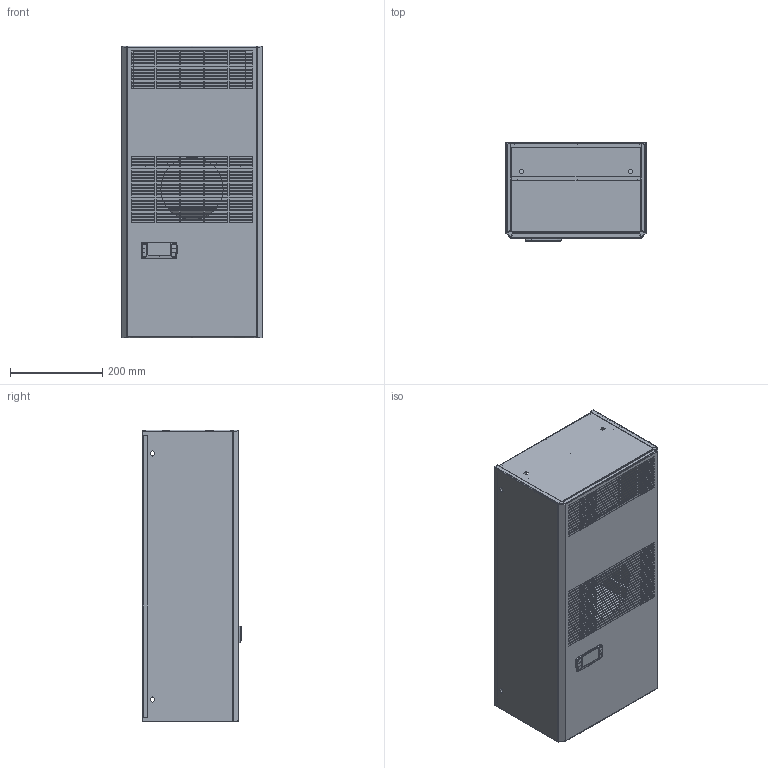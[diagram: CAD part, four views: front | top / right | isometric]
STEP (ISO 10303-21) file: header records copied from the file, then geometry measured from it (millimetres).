
FILE_DESCRIPTION(/* description */ (''),/* implementation_level */ '2;1');
FILE_NAME(/* name */ 'AVC085',/* time_stamp */ '2023-05-16T14:22:40+02:00',/* author */ (''),/* organization */ (''),/* preprocessor_version */ 'ST-DEVELOPER v16.5',/* originating_system */ '',/* authorisation */ '');
FILE_SCHEMA (('AUTOMOTIVE_DESIGN'));
Products named in the file (1): Document
Bounding box: 305 x 213.31 x 632 mm (x, y, z)
Volume: 946754.8 mm3; surface area: 2574114.3 mm2
Topology: 5 solids, 1539 shells, 2700 faces, 11503 edges, 10259 vertices
Faces by surface type: plane 1985, bspline 715
Entity records: 165962 total; most frequent: CARTESIAN_POINT 86721, ORIENTED_EDGE 14852, EDGE_CURVE 11498, VERTEX_POINT 10250, B_SPLINE_CURVE_WITH_KNOTS 9679, EDGE_LOOP 3588, ADVANCED_FACE 2700, FACE_OUTER_BOUND 2700
